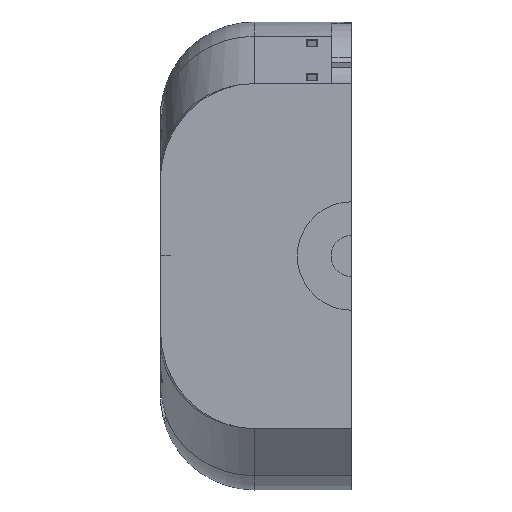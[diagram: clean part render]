
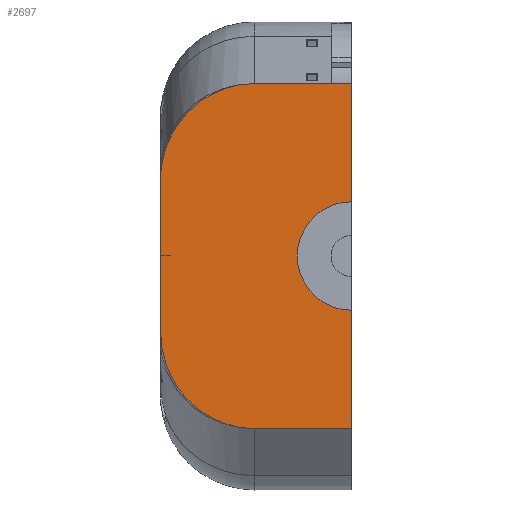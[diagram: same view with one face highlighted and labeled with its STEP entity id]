
A CAD part, left-side view. The second image highlights one B-rep face of the part: STEP entity #2697.
In plain terms, the highlighted planar face has unit normal (-1, 0, 0).
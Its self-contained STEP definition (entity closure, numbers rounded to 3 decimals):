
#60=LINE('',#4238,#287);
#76=LINE('',#4270,#303);
#116=LINE('',#5665,#343);
#126=LINE('',#5696,#353);
#130=LINE('',#5710,#357);
#287=VECTOR('',#3183,24.);
#303=VECTOR('',#3199,24.);
#343=VECTOR('',#3425,30.602);
#353=VECTOR('',#3455,19.75);
#357=VECTOR('',#3463,19.75);
#504=B_SPLINE_CURVE_WITH_KNOTS('',3,(#4962,#4963,#4964,#4965,#4966,#4967,
#4968,#4969,#4970,#4971,#4972,#4973),.UNSPECIFIED.,.F.,.F.,(4,2,2,2,2,4),
(0.,0.769,1.523,2.27,
2.672,3.048),.UNSPECIFIED.);
#528=B_SPLINE_CURVE_WITH_KNOTS('',3,(#5547,#5548,#5549,#5550,#5551,#5552,
#5553,#5554,#5555,#5556,#5557,#5558),.UNSPECIFIED.,.F.,.F.,(4,2,2,2,2,4),
(0.,0.375,0.775,1.522,2.275,
3.044),.UNSPECIFIED.);
#671=FACE_OUTER_BOUND('',#833,.T.);
#833=EDGE_LOOP('',(#2123,#2124,#2125,#2126,#2127,#2128,#2129,#2130));
#1030=CIRCLE('',#2948,11.);
#1122=VERTEX_POINT('',#4233);
#1123=VERTEX_POINT('',#4237);
#1138=VERTEX_POINT('',#4267);
#1139=VERTEX_POINT('',#4269);
#1231=VERTEX_POINT('',#4881);
#1232=VERTEX_POINT('',#4961);
#1267=VERTEX_POINT('',#5481);
#1268=VERTEX_POINT('',#5546);
#1410=EDGE_CURVE('',#1123,#1122,#60,.T.);
#1426=EDGE_CURVE('',#1139,#1138,#76,.T.);
#1536=EDGE_CURVE('',#1232,#1231,#504,.T.);
#1572=EDGE_CURVE('',#1268,#1267,#528,.T.);
#1585=EDGE_CURVE('',#1232,#1267,#116,.T.);
#1598=EDGE_CURVE('',#1268,#1122,#126,.T.);
#1602=EDGE_CURVE('',#1231,#1139,#130,.T.);
#1603=EDGE_CURVE('',#1123,#1138,#1030,.T.);
#2123=ORIENTED_EDGE('',*,*,#1426,.T.);
#2124=ORIENTED_EDGE('',*,*,#1603,.F.);
#2125=ORIENTED_EDGE('',*,*,#1410,.T.);
#2126=ORIENTED_EDGE('',*,*,#1598,.F.);
#2127=ORIENTED_EDGE('',*,*,#1572,.T.);
#2128=ORIENTED_EDGE('',*,*,#1585,.F.);
#2129=ORIENTED_EDGE('',*,*,#1536,.T.);
#2130=ORIENTED_EDGE('',*,*,#1602,.T.);
#2604=PLANE('',#2947);
#2697=ADVANCED_FACE('',(#671),#2604,.F.);
#2947=AXIS2_PLACEMENT_3D('',#5711,#3464,#3465);
#2948=AXIS2_PLACEMENT_3D('',#5712,#3466,#3467);
#3183=DIRECTION('',(0.,0.,1.));
#3199=DIRECTION('',(0.,0.,1.));
#3425=DIRECTION('',(0.,0.,1.));
#3455=DIRECTION('',(0.,-1.,0.));
#3463=DIRECTION('',(0.,-1.,0.));
#3464=DIRECTION('center_axis',(1.,0.,0.));
#3465=DIRECTION('ref_axis',(0.,0.,-1.));
#3466=DIRECTION('center_axis',(-1.,0.,0.));
#3467=DIRECTION('ref_axis',(0.,0.,1.));
#4233=CARTESIAN_POINT('',(0.,0.,0.));
#4237=CARTESIAN_POINT('',(0.,0.,-24.));
#4238=CARTESIAN_POINT('',(0.,0.,-24.));
#4267=CARTESIAN_POINT('',(0.,0.,-46.));
#4269=CARTESIAN_POINT('',(0.,0.,-70.));
#4270=CARTESIAN_POINT('',(0.,0.,-70.));
#4881=CARTESIAN_POINT('',(0.,19.75,-70.));
#4961=CARTESIAN_POINT('',(0.,38.75,-50.301));
#4962=CARTESIAN_POINT('Ctrl Pts',(0.,38.75,-50.301));
#4963=CARTESIAN_POINT('Ctrl Pts',(0.,38.75,
-52.864));
#4964=CARTESIAN_POINT('Ctrl Pts',(0.,38.264,
-55.408));
#4965=CARTESIAN_POINT('Ctrl Pts',(0.,36.388,
-60.124));
#4966=CARTESIAN_POINT('Ctrl Pts',(0.,35.028,
-62.267));
#4967=CARTESIAN_POINT('Ctrl Pts',(0.,31.591,-65.9));
#4968=CARTESIAN_POINT('Ctrl Pts',(0.,29.548,
-67.363));
#4969=CARTESIAN_POINT('Ctrl Pts',(0.,26.058,
-68.929));
#4970=CARTESIAN_POINT('Ctrl Pts',(0.,24.785,
-69.343));
#4971=CARTESIAN_POINT('Ctrl Pts',(0.,22.251,
-69.871));
#4972=CARTESIAN_POINT('Ctrl Pts',(0.,21.003,
-70.));
#4973=CARTESIAN_POINT('Ctrl Pts',(0.,19.75,-70.));
#5481=CARTESIAN_POINT('',(0.,38.75,-19.699));
#5546=CARTESIAN_POINT('',(0.,19.75,0.));
#5547=CARTESIAN_POINT('Ctrl Pts',(0.,19.75,0.));
#5548=CARTESIAN_POINT('Ctrl Pts',(0.,21.001,
0.));
#5549=CARTESIAN_POINT('Ctrl Pts',(0.,22.247,
-0.129));
#5550=CARTESIAN_POINT('Ctrl Pts',(0.,24.778,
-0.655));
#5551=CARTESIAN_POINT('Ctrl Pts',(0.,26.049,
-1.067));
#5552=CARTESIAN_POINT('Ctrl Pts',(0.,29.537,
-2.63));
#5553=CARTESIAN_POINT('Ctrl Pts',(0.,31.581,
-4.092));
#5554=CARTESIAN_POINT('Ctrl Pts',(0.,35.021,
-7.722));
#5555=CARTESIAN_POINT('Ctrl Pts',(0.,36.381,
-9.864));
#5556=CARTESIAN_POINT('Ctrl Pts',(0.,38.262,
-14.583));
#5557=CARTESIAN_POINT('Ctrl Pts',(0.,38.75,
-17.132));
#5558=CARTESIAN_POINT('Ctrl Pts',(0.,38.75,-19.699));
#5665=CARTESIAN_POINT('',(0.,38.75,-50.301));
#5696=CARTESIAN_POINT('',(0.,19.75,0.));
#5710=CARTESIAN_POINT('',(0.,19.75,-70.));
#5711=CARTESIAN_POINT('Origin',(0.,38.75,0.));
#5712=CARTESIAN_POINT('Origin',(0.,0.,-35.));
